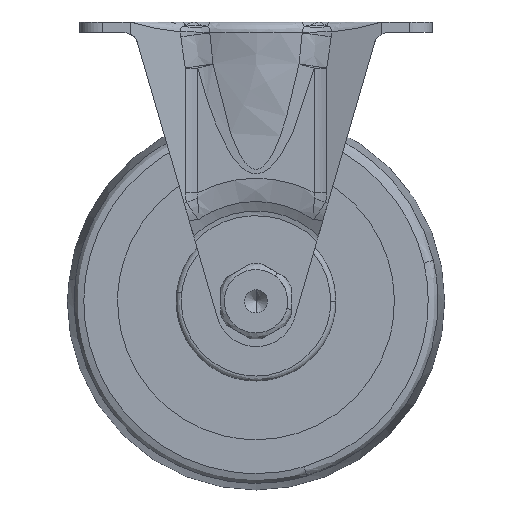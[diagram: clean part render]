
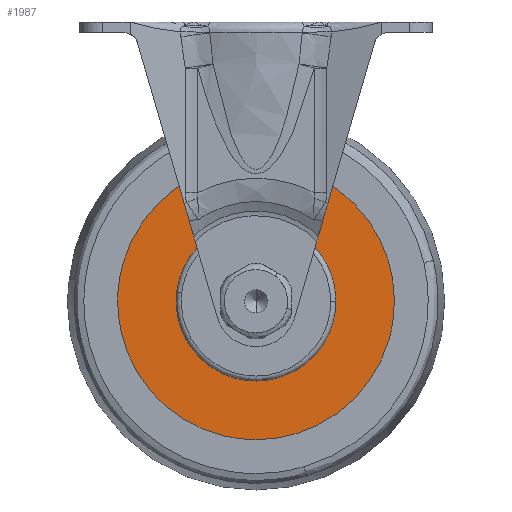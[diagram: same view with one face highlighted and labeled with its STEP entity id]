
A CAD part, front view. The second image highlights one B-rep face of the part: STEP entity #1987.
In plain terms, the highlighted free-form (B-spline) face has degree [1, 1] with [2, 2] control points.
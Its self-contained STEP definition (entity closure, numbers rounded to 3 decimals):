
#100=CARTESIAN_POINT('',(-27.449,-12.5,-53.821));
#101=VERTEX_POINT('',#100);
#107=CARTESIAN_POINT('',(0.0,-12.5,-28.0));
#108=VERTEX_POINT('',#107);
#109=CARTESIAN_POINT('',(0.0,-12.5,-28.0));
#110=CARTESIAN_POINT('',(-25.869,-12.5,-28.));
#111=CARTESIAN_POINT('',(-27.449,-12.5,-53.821));
#119=(BOUNDED_CURVE()B_SPLINE_CURVE(2,(#109,#110,#111),.UNSPECIFIED.,.F.,.U.)B_SPLINE_CURVE_WITH_KNOTS((3,3),(0.5,0.739),.UNSPECIFIED.)CURVE()GEOMETRIC_REPRESENTATION_ITEM()RATIONAL_B_SPLINE_CURVE((1.0,0.72,0.976))REPRESENTATION_ITEM(''));
#120=EDGE_CURVE('',#108,#101,#119,.T.);
#122=CARTESIAN_POINT('',(27.308,-12.5,-58.746));
#123=VERTEX_POINT('',#122);
#124=CARTESIAN_POINT('',(27.308,-12.5,-58.746));
#125=CARTESIAN_POINT('',(27.5,-12.5,-57.129));
#126=CARTESIAN_POINT('',(27.5,-12.5,-55.5));
#127=CARTESIAN_POINT('',(27.5,-12.5,-28.));
#128=CARTESIAN_POINT('',(0.0,-12.5,-28.0));
#136=(BOUNDED_CURVE()B_SPLINE_CURVE(2,(#124,#125,#126,#127,#128),.UNSPECIFIED.,.F.,.U.)B_SPLINE_CURVE_WITH_KNOTS((3,2,3),(0.23,0.25,0.5),.UNSPECIFIED.)CURVE()GEOMETRIC_REPRESENTATION_ITEM()RATIONAL_B_SPLINE_CURVE((0.956,0.976,1.0,0.707,1.0))REPRESENTATION_ITEM(''));
#137=EDGE_CURVE('',#123,#108,#136,.T.);
#181=CARTESIAN_POINT('',(0.0,-12.5,-83.0));
#182=VERTEX_POINT('',#181);
#183=CARTESIAN_POINT('',(0.0,-12.5,-83.0));
#184=CARTESIAN_POINT('',(24.425,-12.5,-83.0));
#185=CARTESIAN_POINT('',(27.308,-12.5,-58.746));
#193=(BOUNDED_CURVE()B_SPLINE_CURVE(2,(#183,#184,#185),.UNSPECIFIED.,.F.,.U.)B_SPLINE_CURVE_WITH_KNOTS((3,3),(0.0,0.23),.UNSPECIFIED.)CURVE()GEOMETRIC_REPRESENTATION_ITEM()RATIONAL_B_SPLINE_CURVE((1.0,0.731,0.956))REPRESENTATION_ITEM(''));
#194=EDGE_CURVE('',#182,#123,#193,.T.);
#196=CARTESIAN_POINT('',(-27.449,-12.5,-53.821));
#197=CARTESIAN_POINT('',(-27.5,-12.5,-54.66));
#198=CARTESIAN_POINT('',(-27.5,-12.5,-55.5));
#199=CARTESIAN_POINT('',(-27.5,-12.5,-83.));
#200=CARTESIAN_POINT('',(0.0,-12.5,-83.0));
#208=(BOUNDED_CURVE()B_SPLINE_CURVE(2,(#196,#197,#198,#199,#200),.UNSPECIFIED.,.F.,.U.)B_SPLINE_CURVE_WITH_KNOTS((3,2,3),(0.739,0.75,1.0),.UNSPECIFIED.)CURVE()GEOMETRIC_REPRESENTATION_ITEM()RATIONAL_B_SPLINE_CURVE((0.976,0.988,1.0,0.707,1.0))REPRESENTATION_ITEM(''));
#209=EDGE_CURVE('',#101,#182,#208,.T.);
#269=CARTESIAN_POINT('',(9.867,-12.5,-67.904));
#270=VERTEX_POINT('',#269);
#276=CARTESIAN_POINT('',(0.0,-12.5,-39.65));
#277=VERTEX_POINT('',#276);
#278=CARTESIAN_POINT('',(9.867,-12.5,-67.904));
#279=CARTESIAN_POINT('',(15.85,-12.5,-63.145));
#280=CARTESIAN_POINT('',(15.85,-12.5,-55.5));
#281=CARTESIAN_POINT('',(15.85,-12.5,-39.65));
#282=CARTESIAN_POINT('',(0.0,-12.5,-39.65));
#290=(BOUNDED_CURVE()B_SPLINE_CURVE(2,(#278,#279,#280,#281,#282),.UNSPECIFIED.,.F.,.U.)B_SPLINE_CURVE_WITH_KNOTS((3,2,3),(0.108,0.25,0.5),.UNSPECIFIED.)CURVE()GEOMETRIC_REPRESENTATION_ITEM()RATIONAL_B_SPLINE_CURVE((0.856,0.833,1.0,0.707,1.0))REPRESENTATION_ITEM(''));
#291=EDGE_CURVE('',#270,#277,#290,.T.);
#293=CARTESIAN_POINT('',(-12.404,-12.5,-65.367));
#294=VERTEX_POINT('',#293);
#295=CARTESIAN_POINT('',(0.0,-12.5,-39.65));
#296=CARTESIAN_POINT('',(-15.85,-12.5,-39.65));
#297=CARTESIAN_POINT('',(-15.85,-12.5,-55.5));
#298=CARTESIAN_POINT('',(-15.85,-12.5,-61.035));
#299=CARTESIAN_POINT('',(-12.404,-12.5,-65.367));
#307=(BOUNDED_CURVE()B_SPLINE_CURVE(2,(#295,#296,#297,#298,#299),.UNSPECIFIED.,.F.,.U.)B_SPLINE_CURVE_WITH_KNOTS((3,2,3),(0.5,0.75,0.858),.UNSPECIFIED.)CURVE()GEOMETRIC_REPRESENTATION_ITEM()RATIONAL_B_SPLINE_CURVE((1.0,0.707,1.0,0.874,0.856))REPRESENTATION_ITEM(''));
#308=EDGE_CURVE('',#277,#294,#307,.T.);
#408=CARTESIAN_POINT('',(0.0,-12.5,-71.35));
#409=VERTEX_POINT('',#408);
#410=CARTESIAN_POINT('',(-12.404,-12.5,-65.367));
#411=CARTESIAN_POINT('',(-7.645,-12.5,-71.35));
#412=CARTESIAN_POINT('',(0.0,-12.5,-71.35));
#420=(BOUNDED_CURVE()B_SPLINE_CURVE(2,(#410,#411,#412),.UNSPECIFIED.,.F.,.U.)B_SPLINE_CURVE_WITH_KNOTS((3,3),(0.858,1.0),.UNSPECIFIED.)CURVE()GEOMETRIC_REPRESENTATION_ITEM()RATIONAL_B_SPLINE_CURVE((0.856,0.833,1.0))REPRESENTATION_ITEM(''));
#421=EDGE_CURVE('',#294,#409,#420,.T.);
#423=CARTESIAN_POINT('',(0.0,-12.5,-71.35));
#424=CARTESIAN_POINT('',(5.535,-12.5,-71.35));
#425=CARTESIAN_POINT('',(9.867,-12.5,-67.904));
#433=(BOUNDED_CURVE()B_SPLINE_CURVE(2,(#423,#424,#425),.UNSPECIFIED.,.F.,.U.)B_SPLINE_CURVE_WITH_KNOTS((3,3),(0.0,0.108),.UNSPECIFIED.)CURVE()GEOMETRIC_REPRESENTATION_ITEM()RATIONAL_B_SPLINE_CURVE((1.0,0.874,0.856))REPRESENTATION_ITEM(''));
#434=EDGE_CURVE('',#409,#270,#433,.T.);
#1970=CARTESIAN_POINT('',(-30.247,-12.5,-25.253));
#1971=CARTESIAN_POINT('',(-30.247,-12.5,-85.747));
#1972=CARTESIAN_POINT('',(30.247,-12.5,-25.253));
#1973=CARTESIAN_POINT('',(30.247,-12.5,-85.747));
#1974=B_SPLINE_SURFACE_WITH_KNOTS('',1,1,((#1970,#1972),(#1971,#1973)),.UNSPECIFIED.,.F.,.F.,.U.,(2,2),(2,2),(0.0,60.495),(0.0,60.493),.UNSPECIFIED.);
#1975=ORIENTED_EDGE('',*,*,#194,.T.);
#1976=ORIENTED_EDGE('',*,*,#137,.T.);
#1977=ORIENTED_EDGE('',*,*,#120,.T.);
#1978=ORIENTED_EDGE('',*,*,#209,.T.);
#1979=EDGE_LOOP('',(#1975,#1976,#1977,#1978));
#1980=FACE_OUTER_BOUND('',#1979,.T.);
#1981=ORIENTED_EDGE('',*,*,#308,.F.);
#1982=ORIENTED_EDGE('',*,*,#291,.F.);
#1983=ORIENTED_EDGE('',*,*,#434,.F.);
#1984=ORIENTED_EDGE('',*,*,#421,.F.);
#1985=EDGE_LOOP('',(#1981,#1982,#1983,#1984));
#1986=FACE_BOUND('',#1985,.T.);
#1987=ADVANCED_FACE('',(#1980,#1986),#1974,.T.);
